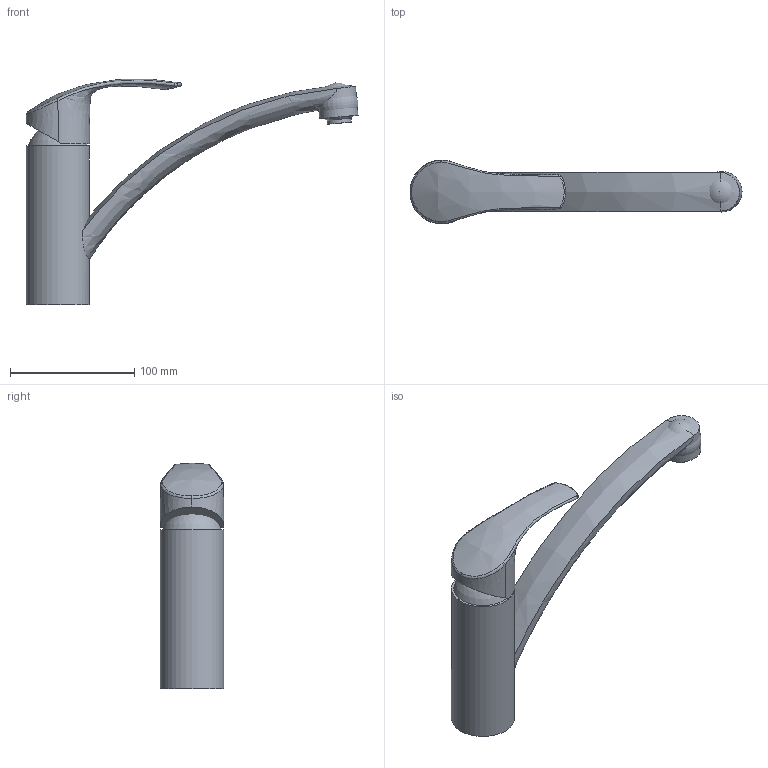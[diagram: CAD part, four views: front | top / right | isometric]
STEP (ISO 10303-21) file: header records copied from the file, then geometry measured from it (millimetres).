
FILE_DESCRIPTION(/* description */ ('Unknown'),/* implementation_level */ '2;1');
FILE_NAME(/* name */ '33281002',/* time_stamp */ '2022-09-08T05:52:29+02:00',/* author */ ('Unknown'),/* organization */ ('GROHE AG'),/* preprocessor_version */ 'ST-DEVELOPER v16.7',/* originating_system */ 'DEX',/* authorisation */ $);
FILE_SCHEMA (('AUTOMOTIVE_DESIGN {1 0 10303 214 3 1 1}'));
Length unit declared in the file: millimetre
Products named in the file (5): 33281002; id49; 130531_NES2011_Lever35_51mm_Cutout_Lob; Grohe A mod.
Assembly tree (4 placements, depth 2):
  33281002
    33281002
    id49
    130531_NES2011_Lever35_51mm_Cutout_Lob
    Grohe A mod.
Bounding box: 267.24 x 51.39 x 181.41 mm (x, y, z)
Volume: 390504.6 mm3; surface area: 67089.3 mm2
Topology: 1 solids, 4 shells, 30 faces, 70 edges, 46 vertices
Faces by surface type: bspline 19, plane 6, cylinder 3, sphere 1, torus 1
Full cylindrical faces by diameter (mm): 19.282 x1, 31 x1, 51 x1
Entity records: 9185 total; most frequent: CARTESIAN_POINT 8439, ORIENTED_EDGE 122, EDGE_CURVE 62, B_SPLINE_CURVE_WITH_KNOTS 53, DIRECTION 49, VERTEX_POINT 44, FACE_BOUND 36, EDGE_LOOP 35
